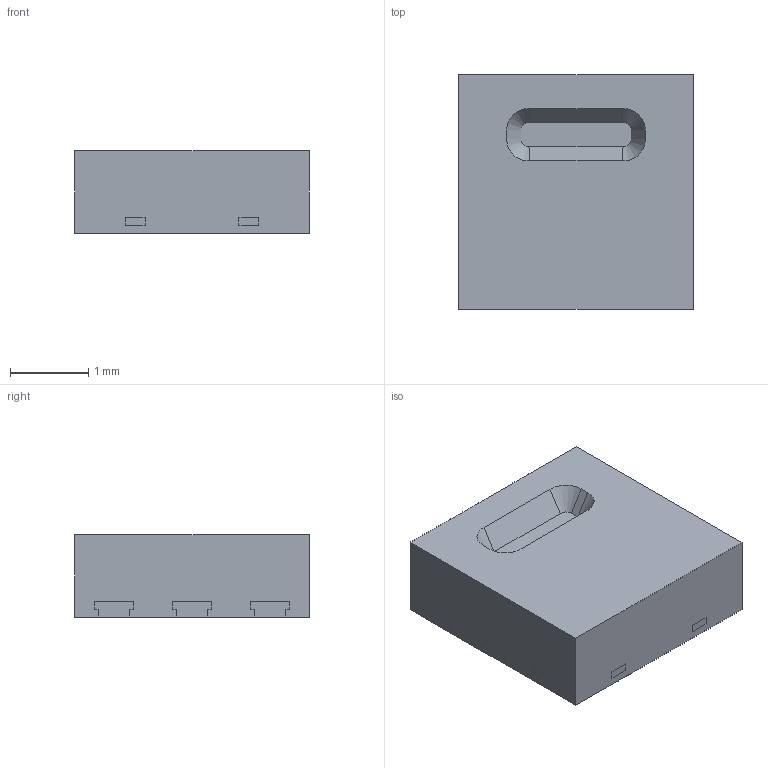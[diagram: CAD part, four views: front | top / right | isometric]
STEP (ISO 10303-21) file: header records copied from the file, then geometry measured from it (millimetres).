
FILE_DESCRIPTION((''),'2;1');
FILE_NAME('SENSIRION_SHT2X.stp','2013-02-27T10:38:13',(''),(''),'Mechanical Desktop 2011','Mechanical Desktop 2011',', , ');
FILE_SCHEMA(('AUTOMOTIVE_DESIGN { 1 2 10303 214 1 1 1 1 }'));
Length unit declared in the file: millimetre
Products named in the file (1): Product
Bounding box: 3 x 3 x 1.05 mm (x, y, z)
Volume: 9.3 mm3; surface area: 48 mm2
Topology: 24 solids, 24 shells, 442 faces, 1156 edges, 768 vertices
Faces by surface type: plane 303, cylinder 90, bspline 45, cone 4
Entity records: 13507 total; most frequent: CARTESIAN_POINT 2523, ORIENTED_EDGE 2312, DIRECTION 2131, EDGE_CURVE 1156, VECTOR 967, LINE 967, VERTEX_POINT 768, AXIS2_PLACEMENT_3D 582
